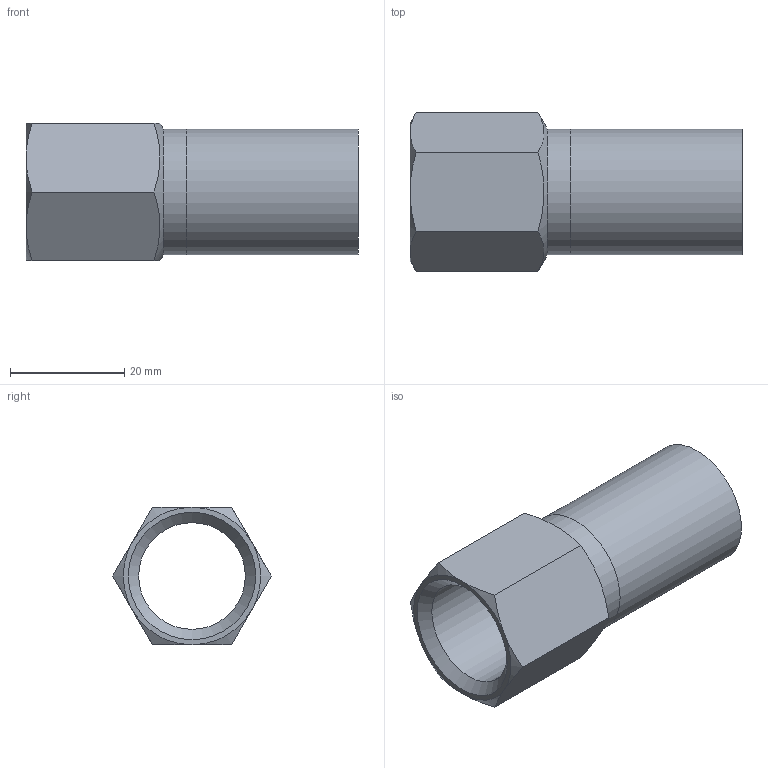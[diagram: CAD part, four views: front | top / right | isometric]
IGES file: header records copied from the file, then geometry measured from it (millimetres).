
Global section: file name: 33846; native system: Autodesk Inventor 2014; preprocessor: unknown; author: seihe2; date: 20150722.135647; units: millimetre
Bounding box: 58 x 27.71 x 24 mm (x, y, z)
Volume: 8491 mm3; surface area: 8288.6 mm2
Topology: 2 solids, 2 shells, 24 faces, 52 edges, 33 vertices
Faces by surface type: plane 11, cone 7, revolution 4, cylinder 2
Full cylindrical faces by diameter (mm): 22 x2
